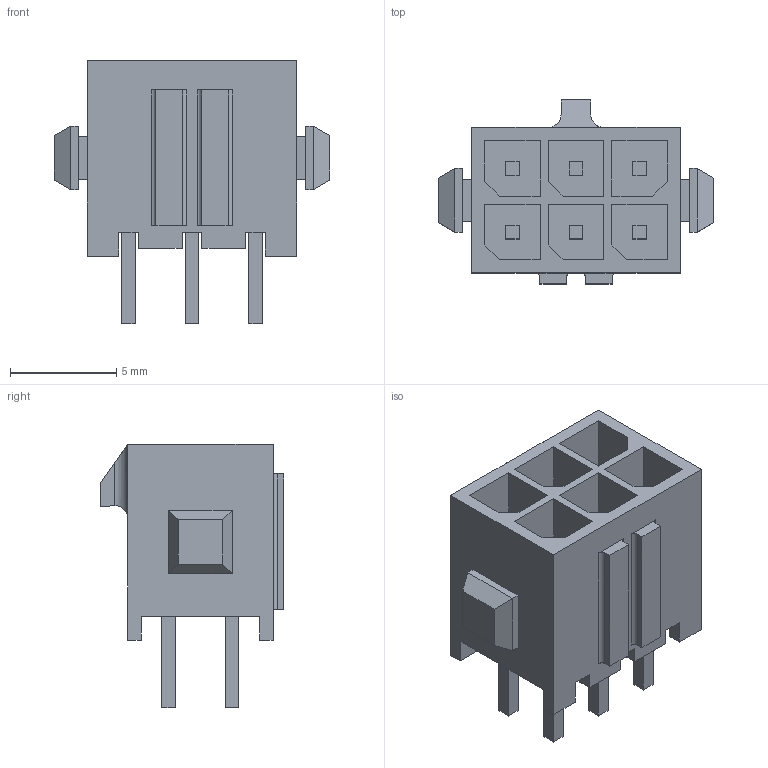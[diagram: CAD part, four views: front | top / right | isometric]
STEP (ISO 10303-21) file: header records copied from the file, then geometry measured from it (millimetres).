
FILE_DESCRIPTION((''),'2;1');
FILE_NAME('C-3-794630-6','2017-05-03T',('workeradm'),('Tyco Electronics Ltd.'),'CREO PARAMETRIC BY PTC INC, 2016050','CREO PARAMETRIC BY PTC INC, 2016050','');
FILE_SCHEMA(('AUTOMOTIVE_DESIGN { 1 0 10303 214 1 1 1 1 }'));
Length unit declared in the file: millimetre
Products named in the file (1): C-3-794630-6
Bounding box: 13 x 8.67 x 12.42 mm (x, y, z)
Volume: 358.1 mm3; surface area: 1019.8 mm2
Topology: 1 solids, 1 shells, 180 faces, 452 edges, 298 vertices
Faces by surface type: plane 173, cylinder 7
Entity records: 5345 total; most frequent: CARTESIAN_POINT 975, ORIENTED_EDGE 904, DIRECTION 818, EDGE_CURVE 452, VECTOR 438, LINE 438, VERTEX_POINT 298, EDGE_LOOP 204
